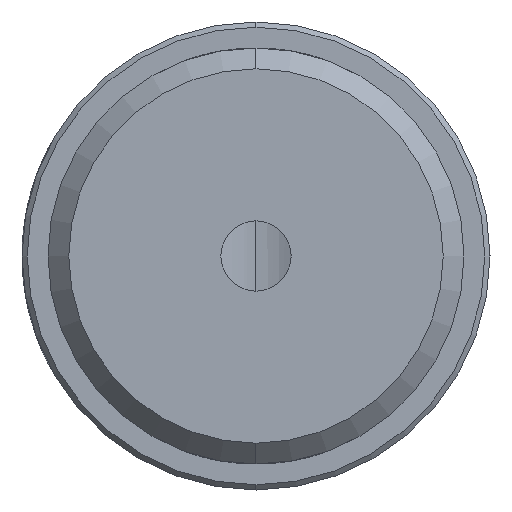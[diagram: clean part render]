
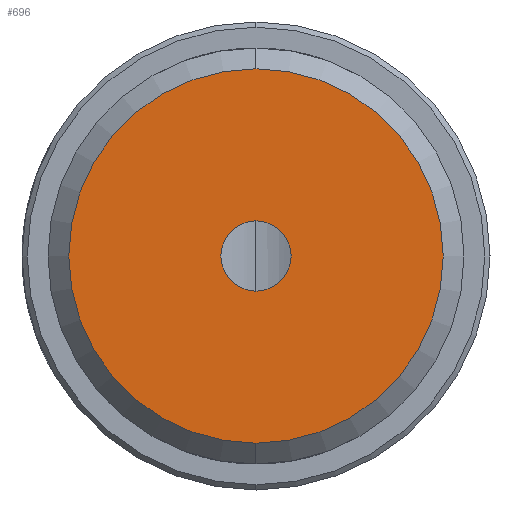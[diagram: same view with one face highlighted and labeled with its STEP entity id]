
A CAD part, left-side view. The second image highlights one B-rep face of the part: STEP entity #696.
In plain terms, the highlighted planar face has unit normal (-1, 0, 0).
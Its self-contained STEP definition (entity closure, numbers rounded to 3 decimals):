
#7 = VERTEX_POINT ( 'NONE', #2334 ) ;
#27 = VERTEX_POINT ( 'NONE', #199 ) ;
#72 = DIRECTION ( 'NONE',  ( 1., 0., 0. ) ) ;
#139 = CARTESIAN_POINT ( 'NONE',  ( -40.268, -0.495, 0. ) ) ;
#140 = CARTESIAN_POINT ( 'NONE',  ( -40.268, -0.495, 0. ) ) ;
#199 = CARTESIAN_POINT ( 'NONE',  ( -40.268, -0.495, 3.375 ) ) ;
#307 = EDGE_CURVE ( 'NONE', #7, #1871, #1075, .T. ) ;
#320 = DIRECTION ( 'NONE',  ( 0., 0., -1. ) ) ;
#321 = DIRECTION ( 'NONE',  ( 0., 0., -1. ) ) ;
#351 = EDGE_CURVE ( 'NONE', #27, #1649, #967, .T. ) ;
#475 = CIRCLE ( 'NONE', #2436, 18. ) ;
#505 = FACE_OUTER_BOUND ( 'NONE', #2357, .T. ) ;
#588 = CARTESIAN_POINT ( 'NONE',  ( -40.268, -0.495, 0. ) ) ;
#654 = DIRECTION ( 'NONE',  ( 1., 0., 0. ) ) ;
#696 = ADVANCED_FACE ( 'NONE', ( #2065, #505 ), #2142, .T. ) ;
#840 = CARTESIAN_POINT ( 'NONE',  ( -40.268, -0.495, -18. ) ) ;
#844 = AXIS2_PLACEMENT_3D ( 'NONE', #588, #2341, #1170 ) ;
#905 = ORIENTED_EDGE ( 'NONE', *, *, #351, .T. ) ;
#967 = CIRCLE ( 'NONE', #1998, 3.375 ) ;
#976 = ORIENTED_EDGE ( 'NONE', *, *, #307, .F. ) ;
#1002 = AXIS2_PLACEMENT_3D ( 'NONE', #140, #1494, #321 ) ;
#1075 = CIRCLE ( 'NONE', #1609, 18. ) ;
#1170 = DIRECTION ( 'NONE',  ( 0., 0., 1. ) ) ;
#1202 = EDGE_LOOP ( 'NONE', ( #2077, #905 ) ) ;
#1242 = CARTESIAN_POINT ( 'NONE',  ( -40.268, -0.495, 0. ) ) ;
#1251 = CIRCLE ( 'NONE', #1002, 3.375 ) ;
#1429 = DIRECTION ( 'NONE',  ( 0., 0., -1. ) ) ;
#1493 = DIRECTION ( 'NONE',  ( 1., 0., 0. ) ) ;
#1494 = DIRECTION ( 'NONE',  ( 1., 0., 0. ) ) ;
#1609 = AXIS2_PLACEMENT_3D ( 'NONE', #139, #1493, #320 ) ;
#1649 = VERTEX_POINT ( 'NONE', #2044 ) ;
#1701 = ORIENTED_EDGE ( 'NONE', *, *, #1881, .F. ) ;
#1776 = EDGE_CURVE ( 'NONE', #1649, #27, #1251, .T. ) ;
#1815 = CARTESIAN_POINT ( 'NONE',  ( -40.268, -0.495, 0. ) ) ;
#1871 = VERTEX_POINT ( 'NONE', #840 ) ;
#1881 = EDGE_CURVE ( 'NONE', #1871, #7, #475, .T. ) ;
#1998 = AXIS2_PLACEMENT_3D ( 'NONE', #1242, #72, #1429 ) ;
#2010 = DIRECTION ( 'NONE',  ( 0., 0., -1. ) ) ;
#2044 = CARTESIAN_POINT ( 'NONE',  ( -40.268, -0.495, -3.375 ) ) ;
#2065 = FACE_BOUND ( 'NONE', #1202, .T. ) ;
#2077 = ORIENTED_EDGE ( 'NONE', *, *, #1776, .T. ) ;
#2142 = PLANE ( 'NONE',  #844 ) ;
#2334 = CARTESIAN_POINT ( 'NONE',  ( -40.268, -0.495, 18. ) ) ;
#2341 = DIRECTION ( 'NONE',  ( -1., 0., 0. ) ) ;
#2357 = EDGE_LOOP ( 'NONE', ( #1701, #976 ) ) ;
#2436 = AXIS2_PLACEMENT_3D ( 'NONE', #1815, #654, #2010 ) ;
